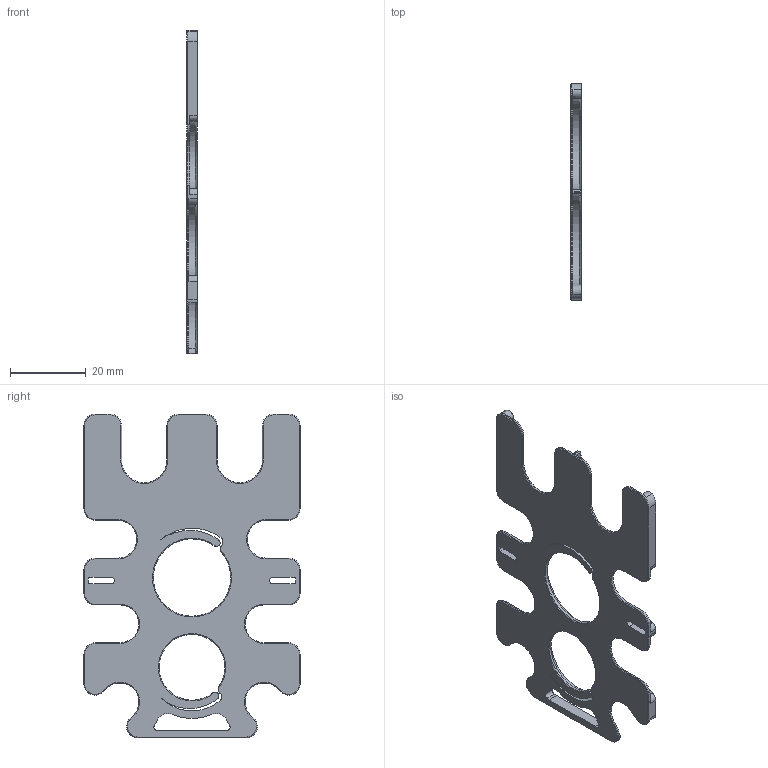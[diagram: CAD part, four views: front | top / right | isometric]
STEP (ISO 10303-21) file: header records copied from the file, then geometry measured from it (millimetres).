
FILE_DESCRIPTION(/* description */ (''),/* implementation_level */ '2;1');
FILE_NAME(/* name */ 'coin_final3 v8.step',/* time_stamp */ '2025-04-13T20:13:23-04:00',/* author */ (''),/* organization */ (''),/* preprocessor_version */ 'ST-DEVELOPER v20.1',/* originating_system */ 'Autodesk Translation Framework v14.4.0.0',/* authorisation */ '');
FILE_SCHEMA (('AUTOMOTIVE_DESIGN { 1 0 10303 214 3 1 1 }'));
Length unit declared in the file: millimetre
Products named in the file (1): coin_final3
Bounding box: 2.8 x 57.16 x 85.6 mm (x, y, z)
Volume: 4243.3 mm3; surface area: 8200.7 mm2
Topology: 1 solids, 1 shells, 323 faces, 857 edges, 536 vertices
Faces by surface type: plane 131, cylinder 116, cone 60, bspline 16
Entity records: 10663 total; most frequent: CARTESIAN_POINT 2589, ORIENTED_EDGE 1714, DIRECTION 1684, EDGE_CURVE 857, AXIS2_PLACEMENT_3D 602, VERTEX_POINT 536, LINE 480, VECTOR 480
